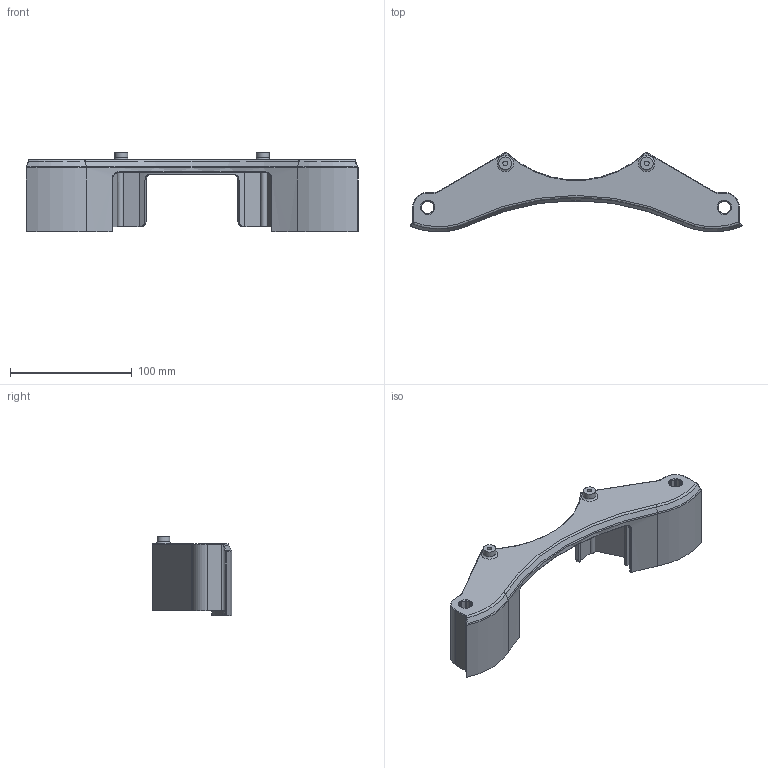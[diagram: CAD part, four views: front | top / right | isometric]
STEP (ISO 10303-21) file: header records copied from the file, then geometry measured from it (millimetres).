
FILE_DESCRIPTION(/* description */ (''),/* implementation_level */ '2;1');
FILE_NAME(/* name */ 'K8800-CO10.stp',/* time_stamp */ '2017-11-30T09:41:28+01:00',/* author */ ('jange'),/* organization */ (''),/* preprocessor_version */ 'ST-DEVELOPER v17',/* originating_system */ 'Autodesk Inventor 2018',/* authorisation */ '');
FILE_SCHEMA (('AUTOMOTIVE_DESIGN { 1 0 10303 214 3 1 1 }'));
Length unit declared in the file: millimetre
Products named in the file (1): BOTTOM CAP
Bounding box: 272.26 x 65.33 x 65 mm (x, y, z)
Volume: 109261.2 mm3; surface area: 103759.8 mm2
Topology: 1 solids, 1 shells, 313 faces, 825 edges, 532 vertices
Faces by surface type: plane 136, cylinder 116, bspline 25, cone 24, torus 10, sphere 2
Full cylindrical faces by diameter (mm): 2.5 x4, 3.8 x2, 10.5 x2
Entity records: 10802 total; most frequent: CARTESIAN_POINT 3055, ORIENTED_EDGE 1650, DIRECTION 1614, EDGE_CURVE 825, AXIS2_PLACEMENT_3D 604, VERTEX_POINT 532, LINE 406, VECTOR 406
